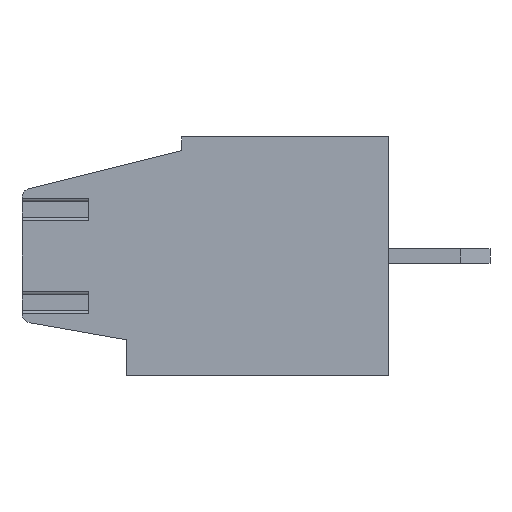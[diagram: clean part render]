
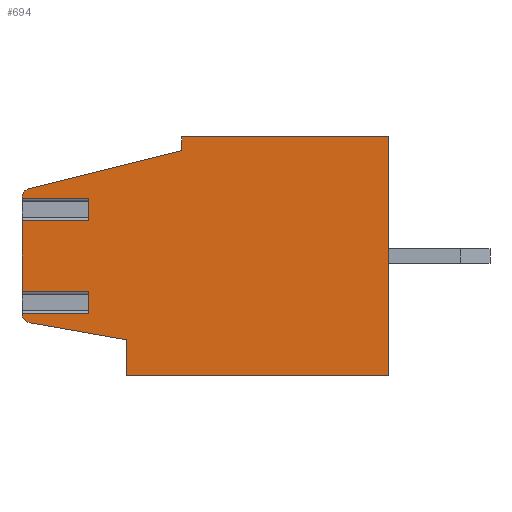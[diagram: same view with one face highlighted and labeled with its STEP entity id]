
A CAD part, left-side view. The second image highlights one B-rep face of the part: STEP entity #694.
In plain terms, the highlighted planar face has unit normal (-1, 0, 0).
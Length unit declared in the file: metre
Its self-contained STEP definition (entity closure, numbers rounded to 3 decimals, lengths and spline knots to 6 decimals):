
#694=ADVANCED_FACE('',(#1754),#1755,.F.);
#1754=FACE_OUTER_BOUND('',#3215,.T.);
#1755=PLANE('',#3216);
#3215=EDGE_LOOP('',(#5361,#5362,#5363,#5364,#5365,#5366,#5367,#5368,#5369,#5370,#5371,#5372,#5373,#5374,#5375,#5376,#5377,#5378));
#3216=AXIS2_PLACEMENT_3D('',#5379,#5380,#5381);
#5361=ORIENTED_EDGE('',*,*,#9163,.F.);
#5362=ORIENTED_EDGE('',*,*,#9164,.F.);
#5363=ORIENTED_EDGE('',*,*,#9165,.F.);
#5364=ORIENTED_EDGE('',*,*,#9166,.T.);
#5365=ORIENTED_EDGE('',*,*,#9167,.F.);
#5366=ORIENTED_EDGE('',*,*,#9168,.F.);
#5367=ORIENTED_EDGE('',*,*,#8831,.F.);
#5368=ORIENTED_EDGE('',*,*,#9169,.T.);
#5369=ORIENTED_EDGE('',*,*,#9170,.F.);
#5370=ORIENTED_EDGE('',*,*,#9171,.F.);
#5371=ORIENTED_EDGE('',*,*,#9172,.F.);
#5372=ORIENTED_EDGE('',*,*,#9173,.F.);
#5373=ORIENTED_EDGE('',*,*,#9174,.F.);
#5374=ORIENTED_EDGE('',*,*,#8780,.F.);
#5375=ORIENTED_EDGE('',*,*,#9092,.F.);
#5376=ORIENTED_EDGE('',*,*,#9175,.F.);
#5377=ORIENTED_EDGE('',*,*,#9176,.F.);
#5378=ORIENTED_EDGE('',*,*,#9177,.F.);
#5379=CARTESIAN_POINT('',(0.0,0.0123,-0.006098));
#5380=DIRECTION('',(1.0,0.,0.));
#5381=DIRECTION('',(0.,1.0,0.));
#8780=EDGE_CURVE('',#10631,#10633,#10634,.T.);
#8831=EDGE_CURVE('',#10719,#10721,#10722,.T.);
#9092=EDGE_CURVE('',#11159,#10631,#11161,.T.);
#9163=EDGE_CURVE('',#11278,#11279,#11280,.T.);
#9164=EDGE_CURVE('',#11281,#11278,#11282,.T.);
#9165=EDGE_CURVE('',#11283,#11281,#11284,.T.);
#9166=EDGE_CURVE('',#11283,#11285,#11286,.T.);
#9167=EDGE_CURVE('',#11287,#11285,#11288,.T.);
#9168=EDGE_CURVE('',#10721,#11287,#11289,.T.);
#9169=EDGE_CURVE('',#10719,#11290,#11291,.T.);
#9170=EDGE_CURVE('',#11292,#11290,#11293,.T.);
#9171=EDGE_CURVE('',#11294,#11292,#11295,.T.);
#9172=EDGE_CURVE('',#11296,#11294,#11297,.T.);
#9173=EDGE_CURVE('',#11298,#11296,#11299,.T.);
#9174=EDGE_CURVE('',#10633,#11298,#11300,.T.);
#9175=EDGE_CURVE('',#11301,#11159,#11302,.T.);
#9176=EDGE_CURVE('',#11303,#11301,#11304,.T.);
#9177=EDGE_CURVE('',#11279,#11303,#11305,.T.);
#10631=VERTEX_POINT('',#13281);
#10633=VERTEX_POINT('',#13284);
#10634=LINE('',#13285,#13286);
#10719=VERTEX_POINT('',#13409);
#10721=VERTEX_POINT('',#13411);
#10722=LINE('',#13412,#13413);
#11159=VERTEX_POINT('',#14081);
#11161=LINE('',#14084,#14085);
#11278=VERTEX_POINT('',#14285);
#11279=VERTEX_POINT('',#14286);
#11280=LINE('',#14287,#14288);
#11281=VERTEX_POINT('',#14289);
#11282=LINE('',#14290,#14291);
#11283=VERTEX_POINT('',#14292);
#11284=LINE('',#14293,#14294);
#11285=VERTEX_POINT('',#14295);
#11286=LINE('',#14296,#14297);
#11287=VERTEX_POINT('',#14298);
#11288=LINE('',#14299,#14300);
#11289=LINE('',#14301,#14302);
#11290=VERTEX_POINT('',#14303);
#11291=LINE('',#14304,#14305);
#11292=VERTEX_POINT('',#14306);
#11293=LINE('',#14307,#14308);
#11294=VERTEX_POINT('',#14309);
#11295=CIRCLE('',#14310,0.0003);
#11296=VERTEX_POINT('',#14311);
#11297=LINE('',#14312,#14313);
#11298=VERTEX_POINT('',#14314);
#11299=LINE('',#14315,#14316);
#11300=LINE('',#14317,#14318);
#11301=VERTEX_POINT('',#14319);
#11302=LINE('',#14320,#14321);
#11303=VERTEX_POINT('',#14322);
#11304=LINE('',#14323,#14324);
#11305=CIRCLE('',#14325,0.0003);
#13281=CARTESIAN_POINT('',(0.0,0.0,0.0));
#13284=CARTESIAN_POINT('',(0.0,0.0,-0.0082));
#13285=CARTESIAN_POINT('',(0.0,0.0,-0.0082));
#13286=VECTOR('',#16628,1.0);
#13409=CARTESIAN_POINT('',(0.,0.0103,-0.006095));
#13411=CARTESIAN_POINT('',(0.,0.0103,-0.005312));
#13412=CARTESIAN_POINT('',(0.,0.0103,-0.005312));
#13413=VECTOR('',#16682,1.0);
#14081=CARTESIAN_POINT('',(0.0,0.0071,0.0));
#14084=CARTESIAN_POINT('',(0.0,0.0,0.0));
#14085=VECTOR('',#16958,1.0);
#14285=CARTESIAN_POINT('',(0.,0.0126,-0.002105));
#14286=CARTESIAN_POINT('',(0.0,0.0126,-0.002084));
#14287=CARTESIAN_POINT('',(0.0,0.0126,-0.002084));
#14288=VECTOR('',#17044,1.0);
#14289=CARTESIAN_POINT('',(0.,0.0103,-0.002105));
#14290=CARTESIAN_POINT('',(0.,0.0103,-0.002105));
#14291=VECTOR('',#17045,1.0);
#14292=CARTESIAN_POINT('',(0.,0.0103,-0.002888));
#14293=CARTESIAN_POINT('',(0.,0.0103,-0.002105));
#14294=VECTOR('',#17046,1.0);
#14295=CARTESIAN_POINT('',(0.,0.0126,-0.002888));
#14296=CARTESIAN_POINT('',(0.,0.0103,-0.002888));
#14297=VECTOR('',#17047,1.0);
#14298=CARTESIAN_POINT('',(0.,0.0126,-0.005312));
#14299=CARTESIAN_POINT('',(0.0,0.0126,-0.002084));
#14300=VECTOR('',#17048,1.0);
#14301=CARTESIAN_POINT('',(0.,0.0103,-0.005312));
#14302=VECTOR('',#17049,1.0);
#14303=CARTESIAN_POINT('',(0.,0.0126,-0.006095));
#14304=CARTESIAN_POINT('',(0.,0.0103,-0.006095));
#14305=VECTOR('',#17050,1.0);
#14306=CARTESIAN_POINT('',(0.0,0.0126,-0.006098));
#14307=CARTESIAN_POINT('',(0.0,0.0126,-0.002084));
#14308=VECTOR('',#17051,1.0);
#14309=CARTESIAN_POINT('',(0.0,0.012352,-0.006394));
#14310=AXIS2_PLACEMENT_3D('',#17052,#17053,#17054);
#14311=CARTESIAN_POINT('',(0.0,0.009,-0.006985));
#14312=CARTESIAN_POINT('',(0.0,0.012352,-0.006394));
#14313=VECTOR('',#17055,1.0);
#14314=CARTESIAN_POINT('',(0.0,0.009,-0.0082));
#14315=CARTESIAN_POINT('',(0.0,0.009,-0.006985));
#14316=VECTOR('',#17056,1.0);
#14317=CARTESIAN_POINT('',(0.0,0.009,-0.0082));
#14318=VECTOR('',#17057,1.0);
#14319=CARTESIAN_POINT('',(0.0,0.0071,-0.000479));
#14320=CARTESIAN_POINT('',(0.0,0.0071,0.0));
#14321=VECTOR('',#17058,1.0);
#14322=CARTESIAN_POINT('',(0.0,0.012373,-0.001793));
#14323=CARTESIAN_POINT('',(0.0,0.0071,-0.000479));
#14324=VECTOR('',#17059,1.0);
#14325=AXIS2_PLACEMENT_3D('',#17060,#17061,#17062);
#16628=DIRECTION('',(0.,0.,-1.0));
#16682=DIRECTION('',(0.,0.,1.0));
#16958=DIRECTION('',(0.,-1.0,0.));
#17044=DIRECTION('',(0.,0.,1.0));
#17045=DIRECTION('',(0.0,1.0,0.0));
#17046=DIRECTION('',(0.,0.,1.0));
#17047=DIRECTION('',(0.0,1.0,0.0));
#17048=DIRECTION('',(0.,0.,1.0));
#17049=DIRECTION('',(0.0,1.0,0.0));
#17050=DIRECTION('',(0.0,1.0,0.0));
#17051=DIRECTION('',(0.,0.,1.0));
#17052=CARTESIAN_POINT('',(0.0,0.0123,-0.006098));
#17053=DIRECTION('',(1.0,0.,0.));
#17054=DIRECTION('',(0.,-0.766,0.643));
#17055=DIRECTION('',(0.,0.985,0.174));
#17056=DIRECTION('',(0.,0.,1.0));
#17057=DIRECTION('',(0.,1.0,0.));
#17058=DIRECTION('',(0.,0.,1.0));
#17059=DIRECTION('',(0.,-0.97,0.242));
#17060=CARTESIAN_POINT('',(0.0,0.0123,-0.002084));
#17061=DIRECTION('',(1.0,0.,0.));
#17062=DIRECTION('',(0.,-0.788,-0.616));
